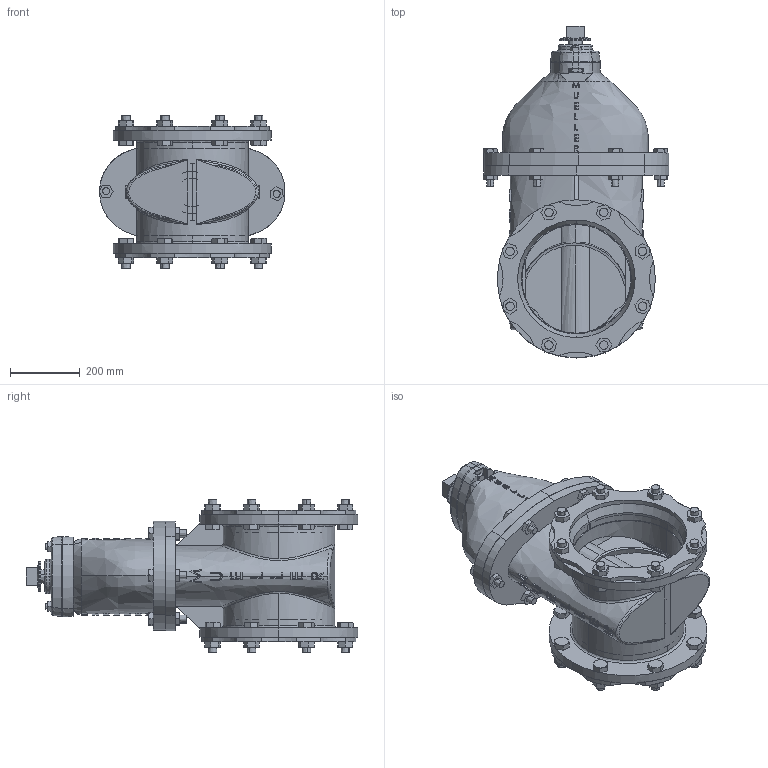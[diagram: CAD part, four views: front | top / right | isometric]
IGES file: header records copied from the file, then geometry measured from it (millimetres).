
Start section: SolidWorks IGES file using NURBS representation for surfaces
Global section: file name: A-2360-20_12_N.IGS; native system: SolidWorks 2014; preprocessor: SolidWorks 2014; author: CAD; date: 150223.131126; units: inch
Bounding box: 534.57 x 953.98 x 437.02 mm (x, y, z)
Volume: 39624253.9 mm3; surface area: 3598814.9 mm2
Topology: 64 solids, 64 shells, 1554 faces, 4052 edges, 2656 vertices
Faces by surface type: bspline 1554
